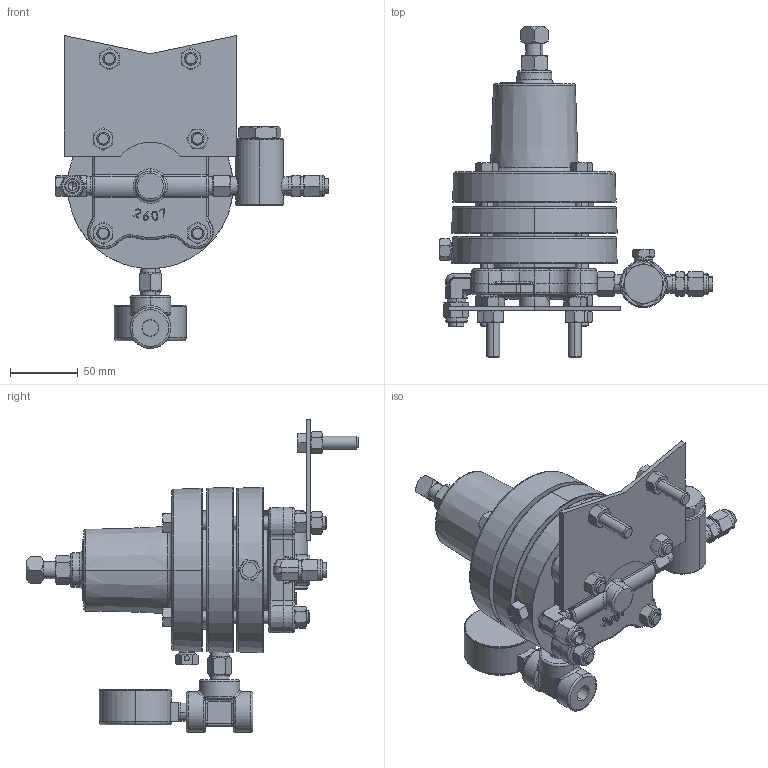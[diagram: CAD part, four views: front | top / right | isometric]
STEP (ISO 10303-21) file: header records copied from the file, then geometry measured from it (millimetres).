
FILE_DESCRIPTION (( 'STEP AP203' ), '1' );
FILE_NAME ('30 HPG PR-D (AHJ).STEP', '2014-01-22T17:20:46', ( 'PCTech' ), ( 'Microsoft' ), 'SwSTEP 2.0', 'SolidWorks 2013', '' );
FILE_SCHEMA (( 'CONFIG_CONTROL_DESIGN' ));
Length unit declared in the file: inch
Products named in the file (1): 30 HPG PR-D (AHJ)
Bounding box: 201 x 244.72 x 230.68 mm (x, y, z)
Volume: 1314875.4 mm3; surface area: 171206.3 mm2
Topology: 1 solids, 1 shells, 1264 faces, 3030 edges, 1815 vertices
Faces by surface type: plane 371, cone 322, bspline 274, cylinder 169, torus 124, sphere 4
Entity records: 52025 total; most frequent: CARTESIAN_POINT 25304, ORIENTED_EDGE 6014, DIRECTION 4889, EDGE_CURVE 3007, AXIS2_PLACEMENT_3D 2002, VERTEX_POINT 1815, EDGE_LOOP 1360, FACE_OUTER_BOUND 1264
